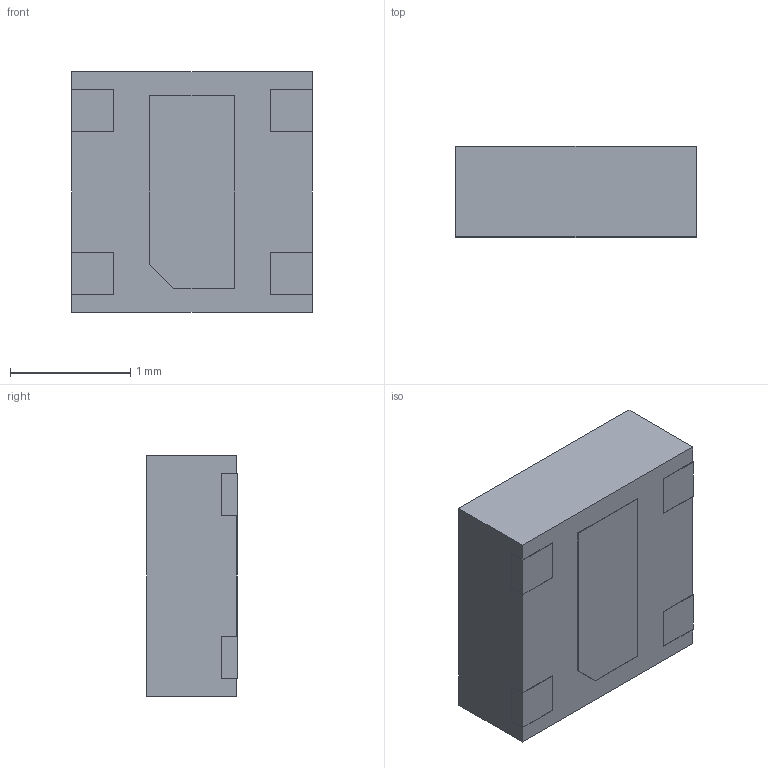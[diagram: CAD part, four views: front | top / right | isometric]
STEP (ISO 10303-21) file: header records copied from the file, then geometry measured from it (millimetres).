
FILE_DESCRIPTION (( 'STEP AP214' ), '1' );
FILE_NAME ('User Library-SHTC1.STEP', '2020-12-11T14:12:09', ( '' ), ( '' ), 'SwSTEP 2.0', 'SolidWorks 2020', '' );
FILE_SCHEMA (( 'AUTOMOTIVE_DESIGN' ));
Length unit declared in the file: millimetre
Products named in the file (1): User Library-SHTC1
Bounding box: 2 x 0.76 x 2 mm (x, y, z)
Volume: 2.9 mm3; surface area: 14.5 mm2
Topology: 1 solids, 1 shells, 197 faces, 538 edges, 358 vertices
Faces by surface type: plane 122, bspline 71, cone 2, cylinder 2
Entity records: 6921 total; most frequent: CARTESIAN_POINT 2033, ORIENTED_EDGE 1076, DIRECTION 658, EDGE_CURVE 538, LINE 388, VECTOR 388, VERTEX_POINT 358, EDGE_LOOP 212
